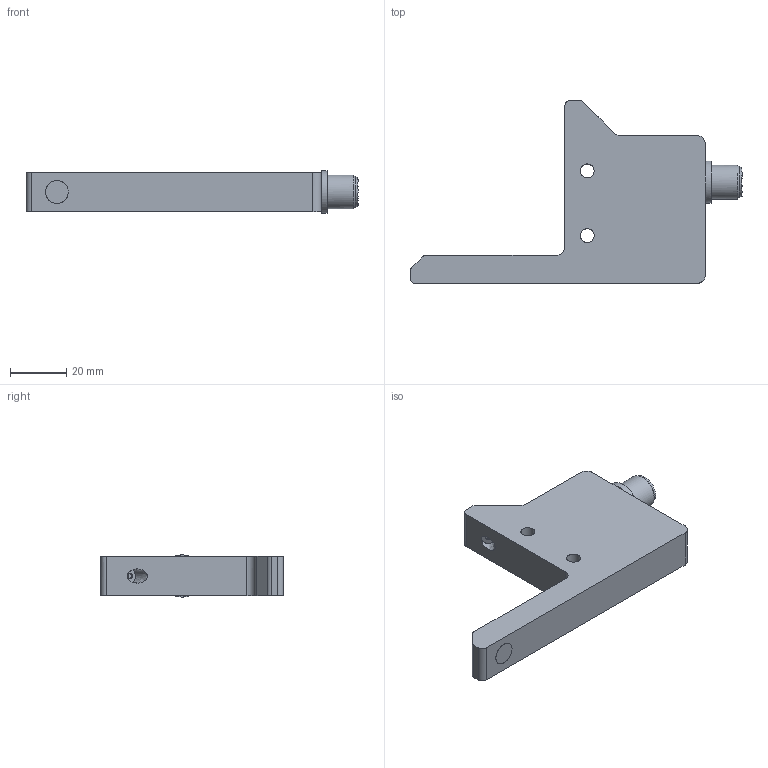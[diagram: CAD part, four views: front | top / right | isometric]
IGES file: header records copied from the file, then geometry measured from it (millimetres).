
Global section: file name: OGL_55_55; native system: Autodesk Inventor 2015; preprocessor: unknown; author: lck; date: 20150722.102332; units: millimetre
Bounding box: 118 x 65 x 14.98 mm (x, y, z)
Volume: 46199.7 mm3; surface area: 13728.7 mm2
Topology: 5 solids, 6 shells, 99 faces, 219 edges, 155 vertices
Faces by surface type: bspline 99
